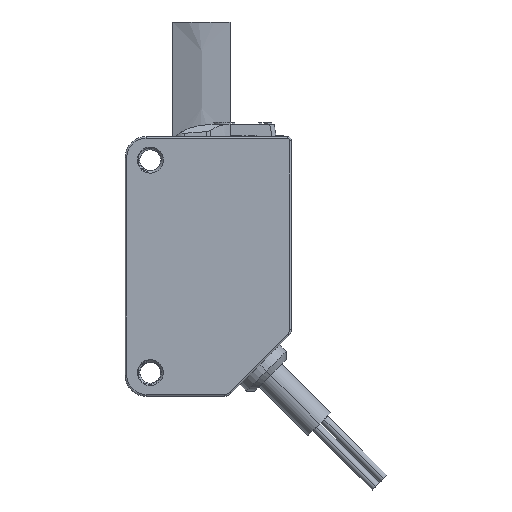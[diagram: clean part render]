
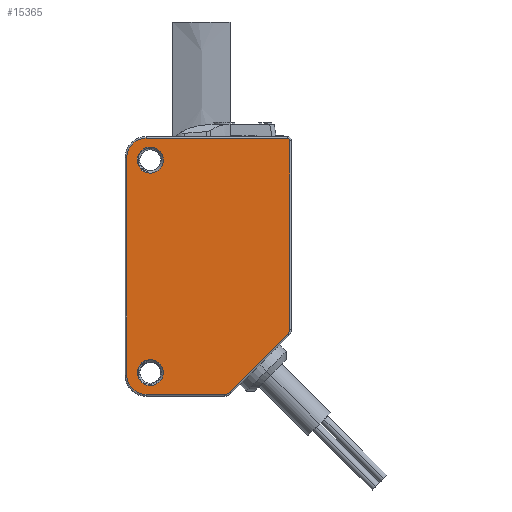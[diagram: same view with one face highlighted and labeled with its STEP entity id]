
A CAD part, top view. The second image highlights one B-rep face of the part: STEP entity #15365.
In plain terms, the highlighted planar face has unit normal (0, 0, 1).
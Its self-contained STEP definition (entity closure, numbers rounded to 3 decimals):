
#2235=CARTESIAN_POINT('',(-6.9,12.65,5.5));
#2236=DIRECTION('',(0.,0.,1.));
#2237=DIRECTION('',(1.,0.,0.));
#2238=AXIS2_PLACEMENT_3D('',#2235,#2236,#2237);
#2240=CARTESIAN_POINT('',(-6.9,12.65,5.5));
#2241=DIRECTION('',(0.,0.,1.));
#2242=DIRECTION('',(-1.,0.,0.));
#2243=AXIS2_PLACEMENT_3D('',#2240,#2241,#2242);
#2245=CARTESIAN_POINT('',(-6.9,-12.65,5.5));
#2246=DIRECTION('',(0.,0.,1.));
#2247=DIRECTION('',(1.,0.,0.));
#2248=AXIS2_PLACEMENT_3D('',#2245,#2246,#2247);
#2250=CARTESIAN_POINT('',(-6.9,-12.65,5.5));
#2251=DIRECTION('',(0.,0.,1.));
#2252=DIRECTION('',(-1.,0.,0.));
#2253=AXIS2_PLACEMENT_3D('',#2250,#2251,#2252);
#2255=CARTESIAN_POINT('',(9.4,14.95,5.5));
#2256=DIRECTION('',(0.,0.,1.));
#2257=DIRECTION('',(1.,0.,0.));
#2258=AXIS2_PLACEMENT_3D('',#2255,#2256,#2257);
#2260=DIRECTION('',(0.,1.,0.));
#2261=VECTOR('',#2260,22.486);
#2262=CARTESIAN_POINT('',(9.7,-7.536,5.5));
#2263=LINE('',#2262,#2261);
#2264=CARTESIAN_POINT('',(8.9,-7.536,5.5));
#2265=DIRECTION('',(0.,0.,1.));
#2266=DIRECTION('',(0.707,-0.707,0.));
#2267=AXIS2_PLACEMENT_3D('',#2264,#2265,#2266);
#2269=DIRECTION('',(0.707,0.707,0.));
#2270=VECTOR('',#2269,9.778);
#2271=CARTESIAN_POINT('',(2.551,-15.016,5.5));
#2272=LINE('',#2271,#2270);
#2273=CARTESIAN_POINT('',(1.986,-14.45,5.5));
#2274=DIRECTION('',(0.,0.,1.));
#2275=DIRECTION('',(0.,-1.,0.));
#2276=AXIS2_PLACEMENT_3D('',#2273,#2274,#2275);
#2278=DIRECTION('',(1.,0.,0.));
#2279=VECTOR('',#2278,9.386);
#2280=CARTESIAN_POINT('',(-7.4,-15.25,5.5));
#2281=LINE('',#2280,#2279);
#2282=CARTESIAN_POINT('',(-7.4,-12.95,5.5));
#2283=DIRECTION('',(0.,0.,1.));
#2284=DIRECTION('',(-1.,0.,0.));
#2285=AXIS2_PLACEMENT_3D('',#2282,#2283,#2284);
#2287=DIRECTION('',(0.,-1.,0.));
#2288=VECTOR('',#2287,25.9);
#2289=CARTESIAN_POINT('',(-9.7,12.95,5.5));
#2290=LINE('',#2289,#2288);
#2291=CARTESIAN_POINT('',(-7.4,12.95,5.5));
#2292=DIRECTION('',(0.,0.,1.));
#2293=DIRECTION('',(0.,1.,0.));
#2294=AXIS2_PLACEMENT_3D('',#2291,#2292,#2293);
#2296=DIRECTION('',(-1.,0.,0.));
#2297=VECTOR('',#2296,16.8);
#2298=CARTESIAN_POINT('',(9.4,15.25,5.5));
#2299=LINE('',#2298,#2297);
#11742=CARTESIAN_POINT('',(-5.35,12.65,5.5));
#11743=CARTESIAN_POINT('',(-8.45,12.65,5.5));
#11744=VERTEX_POINT('',#11742);
#11745=VERTEX_POINT('',#11743);
#11746=CARTESIAN_POINT('',(-5.35,-12.65,5.5));
#11747=CARTESIAN_POINT('',(-8.45,-12.65,5.5));
#11748=VERTEX_POINT('',#11746);
#11749=VERTEX_POINT('',#11747);
#11940=CARTESIAN_POINT('',(9.7,14.95,5.5));
#11941=CARTESIAN_POINT('',(9.4,15.25,5.5));
#11942=VERTEX_POINT('',#11940);
#11943=VERTEX_POINT('',#11941);
#11948=CARTESIAN_POINT('',(-7.4,15.25,5.5));
#11949=VERTEX_POINT('',#11948);
#11952=CARTESIAN_POINT('',(-9.7,12.95,5.5));
#11953=VERTEX_POINT('',#11952);
#11956=CARTESIAN_POINT('',(-9.7,-12.95,5.5));
#11957=VERTEX_POINT('',#11956);
#11960=CARTESIAN_POINT('',(-7.4,-15.25,5.5));
#11961=VERTEX_POINT('',#11960);
#11964=CARTESIAN_POINT('',(1.986,-15.25,5.5));
#11965=VERTEX_POINT('',#11964);
#11968=CARTESIAN_POINT('',(2.551,-15.016,5.5));
#11969=VERTEX_POINT('',#11968);
#11972=CARTESIAN_POINT('',(9.466,-8.101,5.5));
#11973=VERTEX_POINT('',#11972);
#11976=CARTESIAN_POINT('',(9.7,-7.536,5.5));
#11977=VERTEX_POINT('',#11976);
#15328=CARTESIAN_POINT('',(0.,0.,5.5));
#15329=DIRECTION('',(0.,0.,1.));
#15330=DIRECTION('',(1.,0.,0.));
#15331=AXIS2_PLACEMENT_3D('',#15328,#15329,#15330);
#15332=PLANE('',#15331);
#15334=ORIENTED_EDGE('',*,*,#15333,.F.);
#15336=ORIENTED_EDGE('',*,*,#15335,.F.);
#15338=ORIENTED_EDGE('',*,*,#15337,.F.);
#15340=ORIENTED_EDGE('',*,*,#15339,.F.);
#15342=ORIENTED_EDGE('',*,*,#15341,.F.);
#15344=ORIENTED_EDGE('',*,*,#15343,.F.);
#15346=ORIENTED_EDGE('',*,*,#15345,.F.);
#15348=ORIENTED_EDGE('',*,*,#15347,.F.);
#15350=ORIENTED_EDGE('',*,*,#15349,.F.);
#15352=ORIENTED_EDGE('',*,*,#15351,.F.);
#15353=EDGE_LOOP('',(#15334,#15336,#15338,#15340,#15342,#15344,#15346,#15348,
#15350,#15352));
#15354=FACE_OUTER_BOUND('',#15353,.F.);
#15356=ORIENTED_EDGE('',*,*,#15355,.T.);
#15358=ORIENTED_EDGE('',*,*,#15357,.T.);
#15359=EDGE_LOOP('',(#15356,#15358));
#15360=FACE_BOUND('',#15359,.F.);
#15361=ORIENTED_EDGE('',*,*,#15322,.T.);
#15362=ORIENTED_EDGE('',*,*,#15308,.T.);
#15363=EDGE_LOOP('',(#15361,#15362));
#15364=FACE_BOUND('',#15363,.F.);
#2239=CIRCLE('',#2238,1.55);
#2244=CIRCLE('',#2243,1.55);
#2249=CIRCLE('',#2248,1.55);
#2254=CIRCLE('',#2253,1.55);
#2259=CIRCLE('',#2258,0.3);
#2268=CIRCLE('',#2267,0.8);
#2277=CIRCLE('',#2276,0.8);
#2286=CIRCLE('',#2285,2.3);
#2295=CIRCLE('',#2294,2.3);
#15308=EDGE_CURVE('',#11745,#11744,#2244,.T.);
#15322=EDGE_CURVE('',#11744,#11745,#2239,.T.);
#15333=EDGE_CURVE('',#11942,#11943,#2259,.T.);
#15335=EDGE_CURVE('',#11977,#11942,#2263,.T.);
#15337=EDGE_CURVE('',#11973,#11977,#2268,.T.);
#15339=EDGE_CURVE('',#11969,#11973,#2272,.T.);
#15341=EDGE_CURVE('',#11965,#11969,#2277,.T.);
#15343=EDGE_CURVE('',#11961,#11965,#2281,.T.);
#15345=EDGE_CURVE('',#11957,#11961,#2286,.T.);
#15347=EDGE_CURVE('',#11953,#11957,#2290,.T.);
#15349=EDGE_CURVE('',#11949,#11953,#2295,.T.);
#15351=EDGE_CURVE('',#11943,#11949,#2299,.T.);
#15355=EDGE_CURVE('',#11748,#11749,#2249,.T.);
#15357=EDGE_CURVE('',#11749,#11748,#2254,.T.);
#15365=ADVANCED_FACE('',(#15354,#15360,#15364),#15332,.T.);
